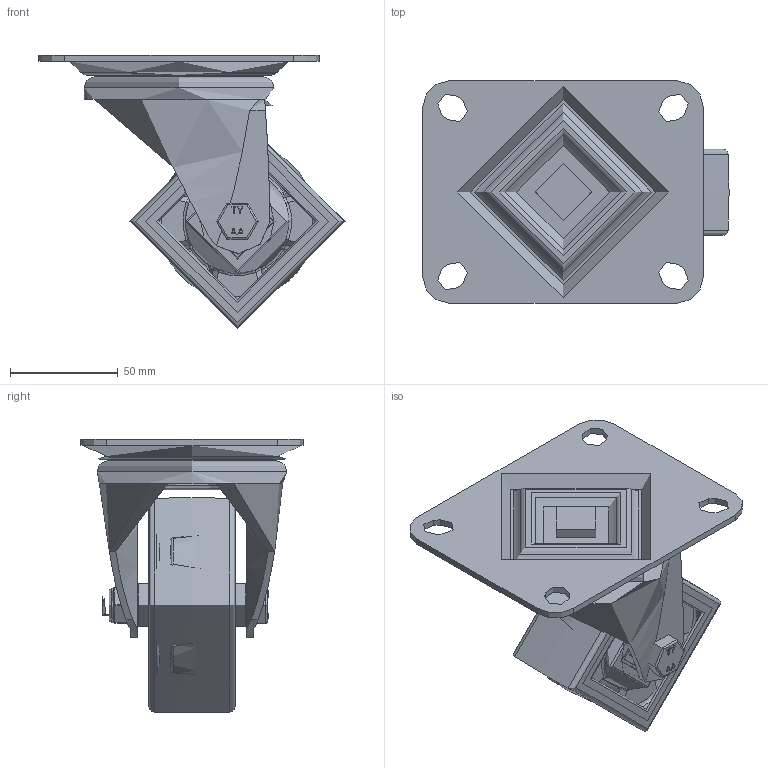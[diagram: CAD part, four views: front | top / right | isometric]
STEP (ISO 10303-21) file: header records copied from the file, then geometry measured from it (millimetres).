
FILE_DESCRIPTION(/* description */ (''),/* implementation_level */ '2;1');
FILE_NAME(/* name */ 'BZH100XPNBJLP.step',/* time_stamp */ '2024-05-10T15:37:04+01:00',/* author */ (''),/* organization */ (''),/* preprocessor_version */ 'ST-DEVELOPER v20',/* originating_system */ 'Autodesk Translation Framework v12.20.1.177',/* authorisation */ '');
FILE_SCHEMA (('AUTOMOTIVE_DESIGN { 1 0 10303 214 3 1 1 }'));
Products named in the file (28): BZH100XPNBJLP; BZH100ASLP v1; ZINC PLATED PRESSED STEEL FORK; ZINC PLATED PRESSED STEEL TOP PLATE; BZXH100WPNBJM15 v1; POLYURETHANE TYRE; NYLON RIM; BEARING 6202; Pattern; BEARING 6202 (1); Pattern (1); Component1; METAL; METAL2; MIDDLE; RUBBER; RUBBER2; BEARING SPACER; TH15X5X10 - 3 v1; ZINC PLATED HEADED SPACER; TH15X5X10 - 3 v1 (1); ZINC PLATED HEADED SPACER (1); HEXBOLTM10X70Z8.8 v2; GRADE 8.8 THREADED ZINC PLATED BOLT; NYLOCM10Z v1; NYLOC NUT; RUBBER (1); NUT
Assembly tree (47 placements, depth 5):
  BZH100XPNBJLP
    BZH100ASLP v1
      ZINC PLATED PRESSED STEEL FORK
      ZINC PLATED PRESSED STEEL TOP PLATE
    BZXH100WPNBJM15 v1
      POLYURETHANE TYRE
      NYLON RIM
      BEARING 6202
        METAL
        METAL2
        Pattern
          Component1  x8
        MIDDLE
        RUBBER
        RUBBER2
      BEARING 6202 (1)
        Pattern (1)
          Component1  x8
        METAL
        METAL2
        MIDDLE
        RUBBER
        RUBBER2
      BEARING SPACER
    TH15X5X10 - 3 v1
      ZINC PLATED HEADED SPACER
    TH15X5X10 - 3 v1 (1)
      ZINC PLATED HEADED SPACER (1)
    HEXBOLTM10X70Z8.8 v2
      GRADE 8.8 THREADED ZINC PLATED BOLT
    NYLOCM10Z v1
      NYLOC NUT
        RUBBER (1)
        NUT
Bounding box: 142 x 103 x 127.09 mm (x, y, z)
Volume: 326162 mm3; surface area: 156234.5 mm2
Topology: 36 solids, 36 shells, 1193 faces, 2876 edges, 1847 vertices
Faces by surface type: bspline 439, plane 401, cylinder 195, sphere 92, torus 60, cone 6
Full cylindrical faces by diameter (mm): 8.141 x18, 9.85 x19, 10 x3, 10.5 x4, 12 x2, 14.75 x2, 15 x2, 16 x3, 18 x2, 20 x10, 22 x1, 22.5 x4, 23 x4, 26 x1, 28 x1, 30 x10, 30.5 x4, 31 x8, 32 x2, 35 x4, 36 x1, 48 x2, 73 x2, 82 x1, 85 x2, 88 x1
Entity records: 57610 total; most frequent: CARTESIAN_POINT 38836, ORIENTED_EDGE 3970, DIRECTION 3219, EDGE_CURVE 1985, AXIS2_PLACEMENT_3D 1270, VERTEX_POINT 1259, EDGE_LOOP 992, FACE_OUTER_BOUND 848
